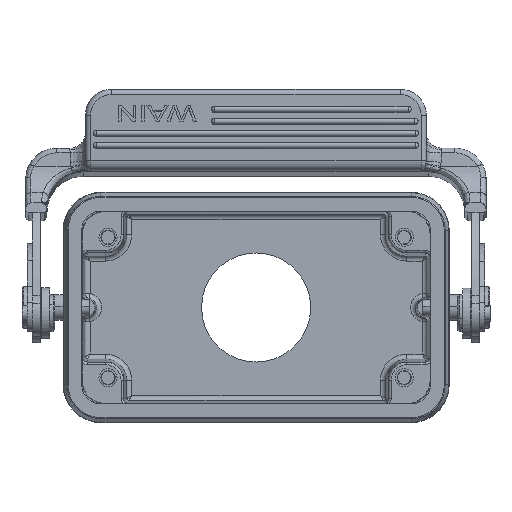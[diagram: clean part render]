
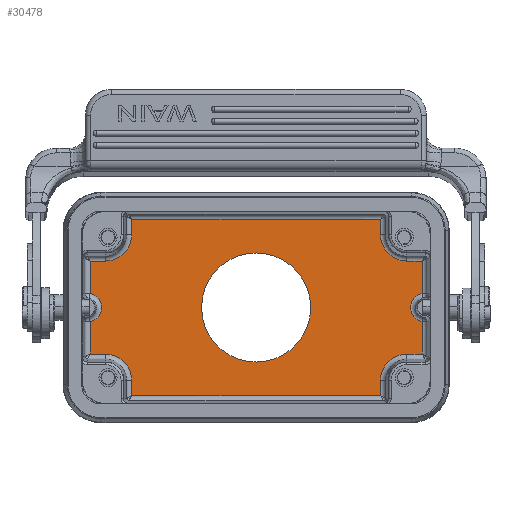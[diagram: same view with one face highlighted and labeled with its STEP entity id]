
A CAD part, front view. The second image highlights one B-rep face of the part: STEP entity #30478.
In plain terms, the highlighted planar face has unit normal (0, -1, 0).
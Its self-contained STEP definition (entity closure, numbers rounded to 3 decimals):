
#8910=DIRECTION('',(0.,0.,1.));
#8911=VECTOR('',#8910,6.23);
#8912=CARTESIAN_POINT('',(31.947,19.35,2.717));
#8913=LINE('',#8912,#8911);
#8939=DIRECTION('',(0.,0.,1.));
#8940=VECTOR('',#8939,6.23);
#8941=CARTESIAN_POINT('',(31.946,19.35,-8.946));
#8942=LINE('',#8941,#8940);
#8947=CARTESIAN_POINT('',(32.5,19.35,0.));
#8948=DIRECTION('',(0.,-1.,0.));
#8949=DIRECTION('',(-0.2,0.,0.98));
#8950=AXIS2_PLACEMENT_3D('',#8947,#8948,#8949);
#8952=CARTESIAN_POINT('',(29.,19.35,-14.));
#8953=DIRECTION('',(0.,-1.,0.));
#8954=DIRECTION('',(0.,0.,1.));
#8955=AXIS2_PLACEMENT_3D('',#8952,#8953,#8954);
#8957=CARTESIAN_POINT('',(-29.,19.35,-14.));
#8958=DIRECTION('',(0.,-1.,0.));
#8959=DIRECTION('',(1.,0.,0.));
#8960=AXIS2_PLACEMENT_3D('',#8957,#8958,#8959);
#8962=CARTESIAN_POINT('',(-32.5,19.35,0.));
#8963=DIRECTION('',(0.,-1.,0.));
#8964=DIRECTION('',(0.2,0.,-0.98));
#8965=AXIS2_PLACEMENT_3D('',#8962,#8963,#8964);
#8967=CARTESIAN_POINT('',(-29.,19.35,14.));
#8968=DIRECTION('',(0.,-1.,0.));
#8969=DIRECTION('',(0.,0.,-1.));
#8970=AXIS2_PLACEMENT_3D('',#8967,#8968,#8969);
#8972=CARTESIAN_POINT('',(29.,19.35,14.));
#8973=DIRECTION('',(0.,-1.,0.));
#8974=DIRECTION('',(-1.,0.,0.));
#8975=AXIS2_PLACEMENT_3D('',#8972,#8973,#8974);
#8977=CARTESIAN_POINT('',(0.,19.35,0.));
#8978=DIRECTION('',(0.,-1.,0.));
#8979=DIRECTION('',(-1.,0.,0.));
#8980=AXIS2_PLACEMENT_3D('',#8977,#8978,#8979);
#8982=CARTESIAN_POINT('',(0.,19.35,0.));
#8983=DIRECTION('',(0.,-1.,0.));
#8984=DIRECTION('',(1.,0.,0.));
#8985=AXIS2_PLACEMENT_3D('',#8982,#8983,#8984);
#8987=DIRECTION('',(1.,0.,0.));
#8988=VECTOR('',#8987,2.946);
#8989=CARTESIAN_POINT('',(29.,19.35,-8.947));
#8990=LINE('',#8989,#8988);
#9395=DIRECTION('',(0.,0.,-1.));
#9396=VECTOR('',#9395,2.946);
#9397=CARTESIAN_POINT('',(-23.947,19.35,
-14.));
#9398=LINE('',#9397,#9396);
#9422=DIRECTION('',(1.,0.,0.));
#9423=VECTOR('',#9422,2.946);
#9424=CARTESIAN_POINT('',(-31.946,19.35,
-8.946));
#9425=LINE('',#9424,#9423);
#9458=DIRECTION('',(0.,0.,-1.));
#9459=VECTOR('',#9458,6.23);
#9460=CARTESIAN_POINT('',(-31.947,19.35,
-2.717));
#9461=LINE('',#9460,#9459);
#9555=DIRECTION('',(0.,0.,-1.));
#9556=VECTOR('',#9555,6.23);
#9557=CARTESIAN_POINT('',(-31.946,19.35,8.946));
#9558=LINE('',#9557,#9556);
#9586=DIRECTION('',(-1.,0.,0.));
#9587=VECTOR('',#9586,2.946);
#9588=CARTESIAN_POINT('',(-29.,19.35,8.947));
#9589=LINE('',#9588,#9587);
#9641=DIRECTION('',(-1.,0.,0.));
#9642=VECTOR('',#9641,47.893);
#9643=CARTESIAN_POINT('',(23.946,19.35,16.946));
#9644=LINE('',#9643,#9642);
#9672=DIRECTION('',(0.,0.,1.));
#9673=VECTOR('',#9672,2.946);
#9674=CARTESIAN_POINT('',(23.947,19.35,14.));
#9675=LINE('',#9674,#9673);
#9746=DIRECTION('',(-1.,0.,0.));
#9747=VECTOR('',#9746,2.946);
#9748=CARTESIAN_POINT('',(31.946,19.35,8.946));
#9749=LINE('',#9748,#9747);
#9785=DIRECTION('',(0.,0.,-1.));
#9786=VECTOR('',#9785,2.946);
#9787=CARTESIAN_POINT('',(-23.946,19.35,16.946));
#9788=LINE('',#9787,#9786);
#9804=DIRECTION('',(1.,0.,0.));
#9805=VECTOR('',#9804,47.893);
#9806=CARTESIAN_POINT('',(-23.946,19.35,
-16.946));
#9807=LINE('',#9806,#9805);
#9839=DIRECTION('',(0.,0.,1.));
#9840=VECTOR('',#9839,2.946);
#9841=CARTESIAN_POINT('',(23.946,19.35,-16.946));
#9842=LINE('',#9841,#9840);
#15540=CARTESIAN_POINT('',(31.947,19.35,2.717));
#15541=CARTESIAN_POINT('',(31.946,19.35,8.946));
#15542=VERTEX_POINT('',#15540);
#15543=VERTEX_POINT('',#15541);
#15544=CARTESIAN_POINT('',(31.946,19.35,-2.717));
#15545=VERTEX_POINT('',#15544);
#15546=CARTESIAN_POINT('',(31.946,19.35,
-8.946));
#15547=VERTEX_POINT('',#15546);
#15548=CARTESIAN_POINT('',(29.,19.35,
-8.947));
#15549=VERTEX_POINT('',#15548);
#15550=CARTESIAN_POINT('',(23.947,19.35,-14.));
#15551=VERTEX_POINT('',#15550);
#15552=CARTESIAN_POINT('',(23.946,19.35,
-16.946));
#15553=VERTEX_POINT('',#15552);
#15554=CARTESIAN_POINT('',(-23.946,19.35,
-16.946));
#15555=VERTEX_POINT('',#15554);
#15556=CARTESIAN_POINT('',(-23.947,19.35,
-14.));
#15557=VERTEX_POINT('',#15556);
#15558=CARTESIAN_POINT('',(-29.,19.35,-8.947));
#15559=VERTEX_POINT('',#15558);
#15560=CARTESIAN_POINT('',(-31.946,19.35,
-8.946));
#15561=VERTEX_POINT('',#15560);
#15562=CARTESIAN_POINT('',(-31.947,19.35,
-2.717));
#15563=VERTEX_POINT('',#15562);
#15564=CARTESIAN_POINT('',(-31.946,19.35,2.717));
#15565=VERTEX_POINT('',#15564);
#15566=CARTESIAN_POINT('',(-31.946,19.35,
8.946));
#15567=VERTEX_POINT('',#15566);
#15568=CARTESIAN_POINT('',(-29.,19.35,
8.947));
#15569=VERTEX_POINT('',#15568);
#15570=CARTESIAN_POINT('',(-23.947,19.35,14.));
#15571=VERTEX_POINT('',#15570);
#15572=CARTESIAN_POINT('',(-23.946,19.35,
16.946));
#15573=VERTEX_POINT('',#15572);
#15574=CARTESIAN_POINT('',(23.946,19.35,16.946));
#15575=VERTEX_POINT('',#15574);
#15576=CARTESIAN_POINT('',(23.947,19.35,14.));
#15577=VERTEX_POINT('',#15576);
#15578=CARTESIAN_POINT('',(29.,19.35,8.947));
#15579=VERTEX_POINT('',#15578);
#18886=CARTESIAN_POINT('',(10.5,19.35,0.));
#18887=VERTEX_POINT('',#18886);
#18888=CARTESIAN_POINT('',(-10.5,19.35,0.));
#18889=VERTEX_POINT('',#18888);
#30428=CARTESIAN_POINT('',(0.,19.35,-21.5));
#30429=DIRECTION('',(0.,-1.,0.));
#30430=DIRECTION('',(0.,0.,-1.));
#30431=AXIS2_PLACEMENT_3D('',#30428,#30429,#30430);
#30432=PLANE('',#30431);
#30433=ORIENTED_EDGE('',*,*,#30363,.F.);
#30434=ORIENTED_EDGE('',*,*,#30390,.T.);
#30435=ORIENTED_EDGE('',*,*,#30418,.F.);
#30437=ORIENTED_EDGE('',*,*,#30436,.F.);
#30439=ORIENTED_EDGE('',*,*,#30438,.T.);
#30441=ORIENTED_EDGE('',*,*,#30440,.F.);
#30443=ORIENTED_EDGE('',*,*,#30442,.F.);
#30445=ORIENTED_EDGE('',*,*,#30444,.F.);
#30447=ORIENTED_EDGE('',*,*,#30446,.T.);
#30449=ORIENTED_EDGE('',*,*,#30448,.F.);
#30451=ORIENTED_EDGE('',*,*,#30450,.F.);
#30453=ORIENTED_EDGE('',*,*,#30452,.T.);
#30455=ORIENTED_EDGE('',*,*,#30454,.F.);
#30457=ORIENTED_EDGE('',*,*,#30456,.F.);
#30459=ORIENTED_EDGE('',*,*,#30458,.T.);
#30461=ORIENTED_EDGE('',*,*,#30460,.F.);
#30463=ORIENTED_EDGE('',*,*,#30462,.F.);
#30465=ORIENTED_EDGE('',*,*,#30464,.F.);
#30467=ORIENTED_EDGE('',*,*,#30466,.T.);
#30469=ORIENTED_EDGE('',*,*,#30468,.F.);
#30470=EDGE_LOOP('',(#30433,#30434,#30435,#30437,#30439,#30441,#30443,#30445,
#30447,#30449,#30451,#30453,#30455,#30457,#30459,#30461,#30463,#30465,#30467,
#30469));
#30471=FACE_OUTER_BOUND('',#30470,.F.);
#30473=ORIENTED_EDGE('',*,*,#30472,.T.);
#30475=ORIENTED_EDGE('',*,*,#30474,.T.);
#30476=EDGE_LOOP('',(#30473,#30475));
#30477=FACE_BOUND('',#30476,.F.);
#30478=ADVANCED_FACE('',(#30471,#30477),#30432,.T.);
#8951=CIRCLE('',#8950,2.772);
#8956=CIRCLE('',#8955,5.053);
#8961=CIRCLE('',#8960,5.053);
#8966=CIRCLE('',#8965,2.772);
#8971=CIRCLE('',#8970,5.053);
#8976=CIRCLE('',#8975,5.053);
#8981=CIRCLE('',#8980,10.5);
#8986=CIRCLE('',#8985,10.5);
#30363=EDGE_CURVE('',#15542,#15543,#8913,.T.);
#30390=EDGE_CURVE('',#15542,#15545,#8951,.T.);
#30418=EDGE_CURVE('',#15547,#15545,#8942,.T.);
#30436=EDGE_CURVE('',#15549,#15547,#8990,.T.);
#30438=EDGE_CURVE('',#15549,#15551,#8956,.T.);
#30440=EDGE_CURVE('',#15553,#15551,#9842,.T.);
#30442=EDGE_CURVE('',#15555,#15553,#9807,.T.);
#30444=EDGE_CURVE('',#15557,#15555,#9398,.T.);
#30446=EDGE_CURVE('',#15557,#15559,#8961,.T.);
#30448=EDGE_CURVE('',#15561,#15559,#9425,.T.);
#30450=EDGE_CURVE('',#15563,#15561,#9461,.T.);
#30452=EDGE_CURVE('',#15563,#15565,#8966,.T.);
#30454=EDGE_CURVE('',#15567,#15565,#9558,.T.);
#30456=EDGE_CURVE('',#15569,#15567,#9589,.T.);
#30458=EDGE_CURVE('',#15569,#15571,#8971,.T.);
#30460=EDGE_CURVE('',#15573,#15571,#9788,.T.);
#30462=EDGE_CURVE('',#15575,#15573,#9644,.T.);
#30464=EDGE_CURVE('',#15577,#15575,#9675,.T.);
#30466=EDGE_CURVE('',#15577,#15579,#8976,.T.);
#30468=EDGE_CURVE('',#15543,#15579,#9749,.T.);
#30472=EDGE_CURVE('',#18889,#18887,#8981,.T.);
#30474=EDGE_CURVE('',#18887,#18889,#8986,.T.);
